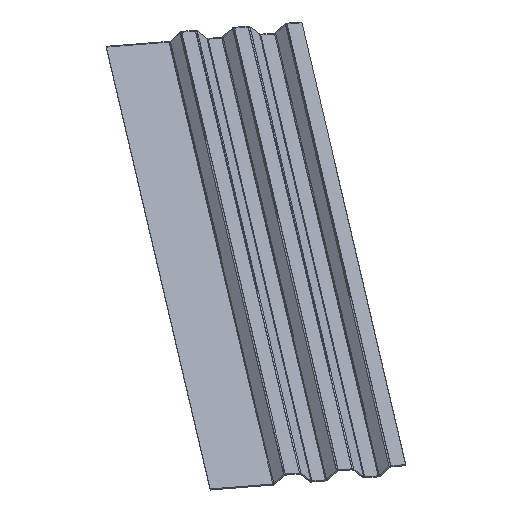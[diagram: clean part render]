
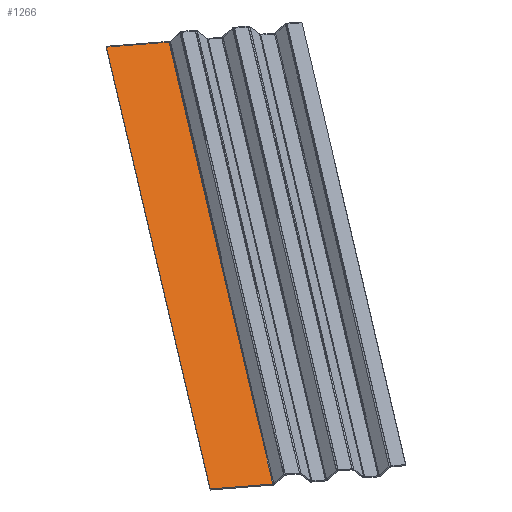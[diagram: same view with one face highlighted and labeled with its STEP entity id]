
A CAD part, isometric view. The second image highlights one B-rep face of the part: STEP entity #1266.
In plain terms, the highlighted planar face has unit normal (0, 0, 1).
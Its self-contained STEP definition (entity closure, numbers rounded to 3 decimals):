
#80=PLANE('',#1415);
#166=FACE_OUTER_BOUND('',#252,.T.);
#252=EDGE_LOOP('',(#1157,#1158,#1159,#1160));
#416=LINE('',#2131,#548);
#419=LINE('',#2137,#551);
#422=LINE('',#2144,#554);
#424=LINE('',#2147,#556);
#548=VECTOR('',#1783,10.);
#551=VECTOR('',#1788,10.);
#554=VECTOR('',#1795,10.);
#556=VECTOR('',#1799,10.);
#639=VERTEX_POINT('',#2122);
#640=VERTEX_POINT('',#2126);
#642=VERTEX_POINT('',#2135);
#644=VERTEX_POINT('',#2143);
#808=EDGE_CURVE('',#639,#640,#416,.T.);
#811=EDGE_CURVE('',#642,#640,#419,.T.);
#814=EDGE_CURVE('',#639,#644,#422,.T.);
#816=EDGE_CURVE('',#644,#642,#424,.T.);
#1157=ORIENTED_EDGE('',*,*,#808,.T.);
#1158=ORIENTED_EDGE('',*,*,#811,.F.);
#1159=ORIENTED_EDGE('',*,*,#816,.F.);
#1160=ORIENTED_EDGE('',*,*,#814,.F.);
#1266=ADVANCED_FACE('',(#166),#80,.T.);
#1415=AXIS2_PLACEMENT_3D('',#2148,#1800,#1801);
#1783=DIRECTION('',(0.606,0.796,0.));
#1788=DIRECTION('',(0.796,-0.606,0.));
#1795=DIRECTION('',(-0.796,0.606,0.));
#1799=DIRECTION('',(0.606,0.796,0.));
#1800=DIRECTION('center_axis',(0.,0.,1.));
#1801=DIRECTION('ref_axis',(1.,0.,0.));
#2122=CARTESIAN_POINT('',(-325.035,-506.645,2.));
#2126=CARTESIAN_POINT('',(401.958,448.07,2.));
#2131=CARTESIAN_POINT('',(220.21,209.391,2.));
#2135=CARTESIAN_POINT('',(323.717,507.649,2.));
#2137=CARTESIAN_POINT('',(323.717,507.649,2.));
#2143=CARTESIAN_POINT('',(-403.277,-447.066,2.));
#2144=CARTESIAN_POINT('',(-323.717,-507.649,2.));
#2147=CARTESIAN_POINT('',(-403.277,-447.066,2.));
#2148=CARTESIAN_POINT('Origin',(0.,0.,
2.));
